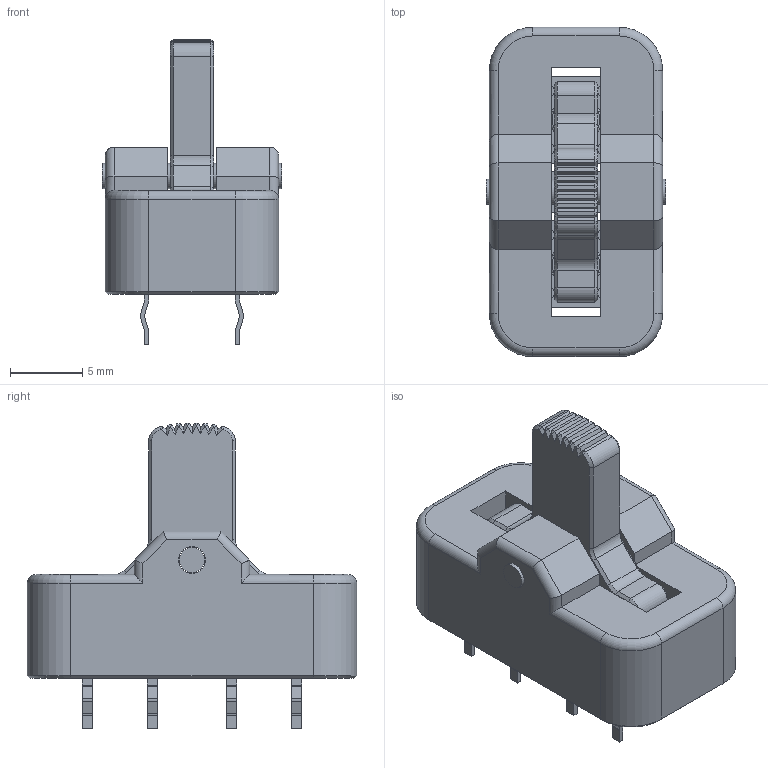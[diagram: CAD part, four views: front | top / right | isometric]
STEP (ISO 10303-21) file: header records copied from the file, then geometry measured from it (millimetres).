
FILE_DESCRIPTION(/* description */ (''),/* implementation_level */ '2;1');
FILE_NAME(/* name */ 'Trim lever v5.step',/* time_stamp */ '2026-03-11T15:06:52+03:00',/* author */ (''),/* organization */ (''),/* preprocessor_version */ 'ST-DEVELOPER v20.1',/* originating_system */ 'Autodesk Translation Framework v14.24.0.0',/* authorisation */ '');
FILE_SCHEMA (('AUTOMOTIVE_DESIGN { 1 0 10303 214 3 1 1 }'));
Length unit declared in the file: millimetre
Products named in the file (5): Trim lever; SW_PUSH_6mm_h5mm; Lever; Base; Filament axis
Assembly tree (5 placements, depth 2):
  Trim lever
    SW_PUSH_6mm_h5mm  x2
    Lever
    Base
    Filament axis
Bounding box: 12.4 x 22.8 x 21.19 mm (x, y, z)
Volume: 1873.6 mm3; surface area: 2245.1 mm2
Topology: 5 solids, 5 shells, 425 faces, 1062 edges, 655 vertices
Faces by surface type: plane 237, cylinder 133, cone 49, torus 6
Full cylindrical faces by diameter (mm): 1 x8, 1.6 x1, 1.75 x1, 1.85 x3, 3.5 x2
Entity records: 9595 total; most frequent: CARTESIAN_POINT 1687, DIRECTION 1636, ORIENTED_EDGE 1570, EDGE_CURVE 785, AXIS2_PLACEMENT_3D 553, LINE 530, VECTOR 530, VERTEX_POINT 476
